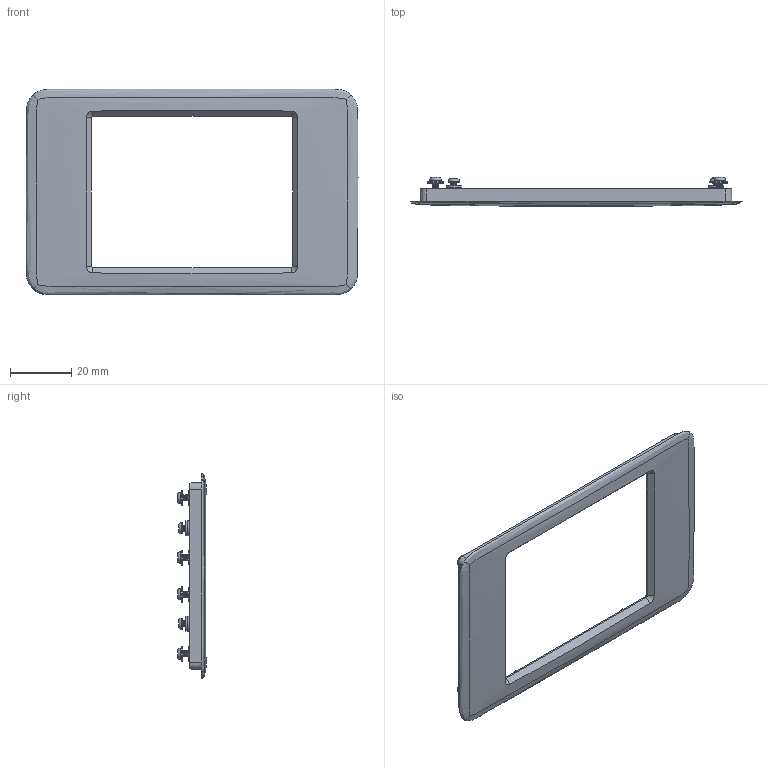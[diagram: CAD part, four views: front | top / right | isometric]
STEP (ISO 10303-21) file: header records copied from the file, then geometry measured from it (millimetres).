
FILE_DESCRIPTION(/* description */ ('Bezel Kit 3.2, Black plastic'),/* implementation_level */ '2;1');
FILE_NAME(/* name */ '4D Bezel-32B v8.step',/* time_stamp */ '2023-07-31T14:38:55+02:00',/* author */ (''),/* organization */ (''),/* preprocessor_version */ 'ST-DEVELOPER v19.2',/* originating_system */ 'Autodesk Translation Framework v12.6.0.85',/* authorisation */ '');
FILE_SCHEMA (('AUTOMOTIVE_DESIGN { 1 0 10303 214 3 1 1 }'));
Length unit declared in the file: millimetre
Products named in the file (3): 4D Bezel-32B; 4D Bezel-32B_1; 4D Bezel-32B_2
Assembly tree (20 placements, depth 2):
  4D Bezel-32B
    4D Bezel-32B_1  x10
    4D Bezel-32B_2  x10
Bounding box: 108.61 x 9.55 x 67.22 mm (x, y, z)
Volume: 6831.3 mm3; surface area: 14189.5 mm2
Topology: 21 solids, 21 shells, 754 faces, 2042 edges, 1354 vertices
Faces by surface type: plane 331, cylinder 300, cone 54, bspline 49, torus 20
Full cylindrical faces by diameter (mm): 1.478 x40, 1.933 x70, 2 x10, 3.7 x10, 5 x10
Entity records: 17017 total; most frequent: CARTESIAN_POINT 10851, ORIENTED_EDGE 1366, DIRECTION 1068, EDGE_CURVE 683, VERTEX_POINT 454, AXIS2_PLACEMENT_3D 373, LINE 322, VECTOR 322
